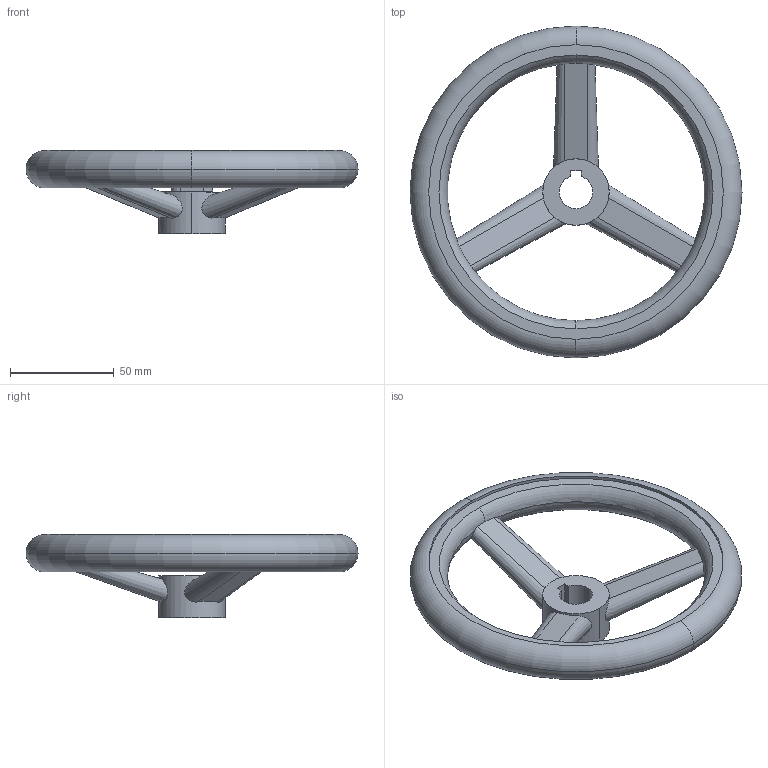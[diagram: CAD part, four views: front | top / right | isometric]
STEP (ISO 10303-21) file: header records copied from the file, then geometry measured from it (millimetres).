
FILE_DESCRIPTION(('STEP AP214'),'1');
FILE_NAME(' ',' ',('TraceParts'),('TraceParts S.A.'),'XStep 1.0',' ',' ');
FILE_SCHEMA(('automotive_design'));
Length unit declared in the file: millimetre
Products named in the file (1): 1
Bounding box: 160 x 160 x 40 mm (x, y, z)
Volume: 145319.5 mm3; surface area: 37210.9 mm2
Topology: 1 solids, 1 shells, 35 faces, 100 edges, 65 vertices
Faces by surface type: plane 13, torus 8, cylinder 8, cone 6
Entity records: 2844 total; most frequent: CARTESIAN_POINT 794, STYLED_ITEM 201, PRESENTATION_STYLE_ASSIGNMENT 201, COLOUR_RGB 201, ORIENTED_EDGE 200, DIRECTION 190, EDGE_CURVE 100, CURVE_STYLE 100
